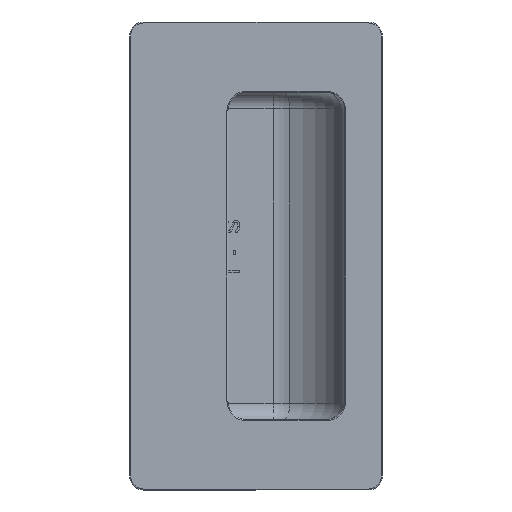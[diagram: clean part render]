
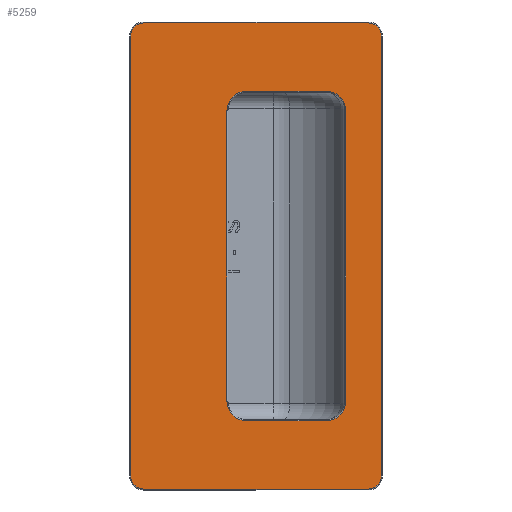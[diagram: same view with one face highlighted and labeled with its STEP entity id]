
A CAD part, top view. The second image highlights one B-rep face of the part: STEP entity #5259.
In plain terms, the highlighted planar face has unit normal (0, 0, 1).
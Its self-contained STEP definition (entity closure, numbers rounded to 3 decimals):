
#20 = VECTOR ( 'NONE', #17077, 1000. ) ;
#387 = CARTESIAN_POINT ( 'NONE',  ( 26.8, 47., 1.8 ) ) ;
#536 = ORIENTED_EDGE ( 'NONE', *, *, #12786, .T. ) ;
#631 = EDGE_CURVE ( 'NONE', #5991, #15901, #32267, .T. ) ;
#637 = DIRECTION ( 'NONE',  ( -1., 0., 0. ) ) ;
#1073 = VERTEX_POINT ( 'NONE', #21806 ) ;
#1388 = ORIENTED_EDGE ( 'NONE', *, *, #14688, .T. ) ;
#1512 = VECTOR ( 'NONE', #21819, 1000. ) ;
#1579 = VERTEX_POINT ( 'NONE', #31216 ) ;
#1784 = EDGE_CURVE ( 'NONE', #33709, #26673, #19498, .T. ) ;
#2806 = AXIS2_PLACEMENT_3D ( 'NONE', #8676, #13601, #24257 ) ;
#3125 = CARTESIAN_POINT ( 'NONE',  ( 24., 49.8, 1.8 ) ) ;
#3194 = DIRECTION ( 'NONE',  ( 0., 0., -1. ) ) ;
#3211 = VERTEX_POINT ( 'NONE', #19777 ) ;
#3385 = VERTEX_POINT ( 'NONE', #28838 ) ;
#4141 = CARTESIAN_POINT ( 'NONE',  ( -24., -49.8, 1.8 ) ) ;
#4177 = ORIENTED_EDGE ( 'NONE', *, *, #16968, .T. ) ;
#4382 = ORIENTED_EDGE ( 'NONE', *, *, #17527, .T. ) ;
#4505 = DIRECTION ( 'NONE',  ( -1., 0., 0. ) ) ;
#4579 = CARTESIAN_POINT ( 'NONE',  ( -6.2, -47., 1.8 ) ) ;
#5259 = ADVANCED_FACE ( 'NONE', ( #27129, #25147 ), #27683, .F. ) ;
#5398 = AXIS2_PLACEMENT_3D ( 'NONE', #26745, #32494, #637 ) ;
#5522 = CARTESIAN_POINT ( 'NONE',  ( -26.8, -47., 1.8 ) ) ;
#5694 = CIRCLE ( 'NONE', #30809, 4.2 ) ;
#5991 = VERTEX_POINT ( 'NONE', #23910 ) ;
#6175 = CARTESIAN_POINT ( 'NONE',  ( -24., -35.2, 1.8 ) ) ;
#6321 = CARTESIAN_POINT ( 'NONE',  ( -24., 35.2, 1.8 ) ) ;
#6989 = CARTESIAN_POINT ( 'NONE',  ( 19.2, -47., 1.8 ) ) ;
#7051 = CARTESIAN_POINT ( 'NONE',  ( 15., 31., 1.8 ) ) ;
#7237 = CARTESIAN_POINT ( 'NONE',  ( 15., -31., 1.8 ) ) ;
#7245 = DIRECTION ( 'NONE',  ( 0., -1., 0. ) ) ;
#7248 = ORIENTED_EDGE ( 'NONE', *, *, #10147, .T. ) ;
#7496 = DIRECTION ( 'NONE',  ( 0., 0., -1. ) ) ;
#7590 = CARTESIAN_POINT ( 'NONE',  ( -26.8, 47., 1.8 ) ) ;
#7888 = VECTOR ( 'NONE', #12180, 1000. ) ;
#8226 = VERTEX_POINT ( 'NONE', #26515 ) ;
#8500 = AXIS2_PLACEMENT_3D ( 'NONE', #22705, #12143, #33265 ) ;
#8599 = LINE ( 'NONE', #17995, #23370 ) ;
#8676 = CARTESIAN_POINT ( 'NONE',  ( 24., -47., 1.8 ) ) ;
#9029 = ORIENTED_EDGE ( 'NONE', *, *, #20111, .T. ) ;
#9242 = CARTESIAN_POINT ( 'NONE',  ( -24., -47., 1.8 ) ) ;
#9393 = VECTOR ( 'NONE', #30705, 1000. ) ;
#9545 = EDGE_CURVE ( 'NONE', #3211, #29067, #21735, .T. ) ;
#9720 = EDGE_CURVE ( 'NONE', #29067, #20571, #8599, .T. ) ;
#10147 = EDGE_CURVE ( 'NONE', #1579, #28552, #32362, .T. ) ;
#10781 = ORIENTED_EDGE ( 'NONE', *, *, #9545, .T. ) ;
#10807 = EDGE_CURVE ( 'NONE', #28552, #3385, #5694, .T. ) ;
#10913 = CARTESIAN_POINT ( 'NONE',  ( 24., 47., 1.8 ) ) ;
#10969 = EDGE_LOOP ( 'NONE', ( #1388, #536, #31875, #20722, #7248, #12984, #4177, #4382 ) ) ;
#11750 = VECTOR ( 'NONE', #19008, 1000. ) ;
#11912 = DIRECTION ( 'NONE',  ( 0., 0., -1. ) ) ;
#12143 = DIRECTION ( 'NONE',  ( 0., 0., -1. ) ) ;
#12180 = DIRECTION ( 'NONE',  ( -1., 0., 0. ) ) ;
#12212 = DIRECTION ( 'NONE',  ( 0., 0., -1. ) ) ;
#12662 = CARTESIAN_POINT ( 'NONE',  ( -6.2, 31., 1.8 ) ) ;
#12786 = EDGE_CURVE ( 'NONE', #8226, #5991, #22728, .T. ) ;
#12984 = ORIENTED_EDGE ( 'NONE', *, *, #10807, .T. ) ;
#13205 = LINE ( 'NONE', #31038, #16034 ) ;
#13601 = DIRECTION ( 'NONE',  ( 0., 0., 1. ) ) ;
#13635 = DIRECTION ( 'NONE',  ( 0., 0., 1. ) ) ;
#14181 = CIRCLE ( 'NONE', #8500, 4.2 ) ;
#14415 = VECTOR ( 'NONE', #17737, 1000. ) ;
#14688 = EDGE_CURVE ( 'NONE', #23092, #8226, #15258, .T. ) ;
#14784 = CARTESIAN_POINT ( 'NONE',  ( 24., -49.8, 1.8 ) ) ;
#15124 = CARTESIAN_POINT ( 'NONE',  ( 26.8, -47., 1.8 ) ) ;
#15258 = LINE ( 'NONE', #6989, #14415 ) ;
#15901 = VERTEX_POINT ( 'NONE', #31197 ) ;
#16034 = VECTOR ( 'NONE', #20478, 1000. ) ;
#16327 = AXIS2_PLACEMENT_3D ( 'NONE', #7237, #11912, #4505 ) ;
#16375 = LINE ( 'NONE', #6321, #20 ) ;
#16968 = EDGE_CURVE ( 'NONE', #3385, #1073, #16375, .T. ) ;
#17077 = DIRECTION ( 'NONE',  ( 1., 0., 0. ) ) ;
#17527 = EDGE_CURVE ( 'NONE', #1073, #23092, #32786, .T. ) ;
#17566 = CIRCLE ( 'NONE', #31947, 2.8 ) ;
#17690 = DIRECTION ( 'NONE',  ( -1., 0., 0. ) ) ;
#17737 = DIRECTION ( 'NONE',  ( 0., -1., 0. ) ) ;
#17995 = CARTESIAN_POINT ( 'NONE',  ( -26.8, -47., 1.8 ) ) ;
#18600 = VERTEX_POINT ( 'NONE', #387 ) ;
#18779 = CARTESIAN_POINT ( 'NONE',  ( -2., 31., 1.8 ) ) ;
#19008 = DIRECTION ( 'NONE',  ( -1., 0., 0. ) ) ;
#19498 = CIRCLE ( 'NONE', #2806, 2.8 ) ;
#19777 = CARTESIAN_POINT ( 'NONE',  ( -24., 49.8, 1.8 ) ) ;
#19787 = LINE ( 'NONE', #25363, #7888 ) ;
#19866 = EDGE_LOOP ( 'NONE', ( #10781, #25269, #25033, #27090, #33396, #21906, #9029, #28404 ) ) ;
#20111 = EDGE_CURVE ( 'NONE', #18600, #20185, #17566, .T. ) ;
#20185 = VERTEX_POINT ( 'NONE', #3125 ) ;
#20478 = DIRECTION ( 'NONE',  ( 1., 0., 0. ) ) ;
#20571 = VERTEX_POINT ( 'NONE', #5522 ) ;
#20722 = ORIENTED_EDGE ( 'NONE', *, *, #22986, .T. ) ;
#21735 = CIRCLE ( 'NONE', #30360, 2.8 ) ;
#21806 = CARTESIAN_POINT ( 'NONE',  ( 15., 35.2, 1.8 ) ) ;
#21819 = DIRECTION ( 'NONE',  ( 0., 1., 0. ) ) ;
#21906 = ORIENTED_EDGE ( 'NONE', *, *, #33841, .T. ) ;
#22476 = CARTESIAN_POINT ( 'NONE',  ( 19.2, 31., 1.8 ) ) ;
#22705 = CARTESIAN_POINT ( 'NONE',  ( -2., -31., 1.8 ) ) ;
#22728 = CIRCLE ( 'NONE', #16327, 4.2 ) ;
#22775 = DIRECTION ( 'NONE',  ( -1., 0., 0. ) ) ;
#22986 = EDGE_CURVE ( 'NONE', #15901, #1579, #14181, .T. ) ;
#23064 = VERTEX_POINT ( 'NONE', #4141 ) ;
#23092 = VERTEX_POINT ( 'NONE', #22476 ) ;
#23370 = VECTOR ( 'NONE', #7245, 1000. ) ;
#23399 = CIRCLE ( 'NONE', #5398, 2.8 ) ;
#23910 = CARTESIAN_POINT ( 'NONE',  ( 15., -35.2, 1.8 ) ) ;
#23912 = AXIS2_PLACEMENT_3D ( 'NONE', #9242, #12212, #22775 ) ;
#24078 = DIRECTION ( 'NONE',  ( -1., 0., 0. ) ) ;
#24152 = DIRECTION ( 'NONE',  ( -1., 0., 0. ) ) ;
#24257 = DIRECTION ( 'NONE',  ( -1., 0., 0. ) ) ;
#25033 = ORIENTED_EDGE ( 'NONE', *, *, #29528, .T. ) ;
#25147 = FACE_BOUND ( 'NONE', #10969, .T. ) ;
#25158 = EDGE_CURVE ( 'NONE', #23064, #33709, #13205, .T. ) ;
#25269 = ORIENTED_EDGE ( 'NONE', *, *, #9720, .T. ) ;
#25363 = CARTESIAN_POINT ( 'NONE',  ( -24., 49.8, 1.8 ) ) ;
#26515 = CARTESIAN_POINT ( 'NONE',  ( 19.2, -31., 1.8 ) ) ;
#26673 = VERTEX_POINT ( 'NONE', #15124 ) ;
#26690 = DIRECTION ( 'NONE',  ( -1., 0., 0. ) ) ;
#26730 = CARTESIAN_POINT ( 'NONE',  ( 26.8, -47., 1.8 ) ) ;
#26745 = CARTESIAN_POINT ( 'NONE',  ( -24., -47., 1.8 ) ) ;
#27090 = ORIENTED_EDGE ( 'NONE', *, *, #25158, .T. ) ;
#27129 = FACE_OUTER_BOUND ( 'NONE', #19866, .T. ) ;
#27315 = EDGE_CURVE ( 'NONE', #20185, #3211, #19787, .T. ) ;
#27683 = PLANE ( 'NONE',  #23912 ) ;
#27745 = LINE ( 'NONE', #26730, #1512 ) ;
#28404 = ORIENTED_EDGE ( 'NONE', *, *, #27315, .T. ) ;
#28552 = VERTEX_POINT ( 'NONE', #12662 ) ;
#28838 = CARTESIAN_POINT ( 'NONE',  ( -2., 35.2, 1.8 ) ) ;
#29067 = VERTEX_POINT ( 'NONE', #7590 ) ;
#29242 = CARTESIAN_POINT ( 'NONE',  ( -24., 47., 1.8 ) ) ;
#29528 = EDGE_CURVE ( 'NONE', #20571, #23064, #23399, .T. ) ;
#30360 = AXIS2_PLACEMENT_3D ( 'NONE', #29242, #13635, #26690 ) ;
#30705 = DIRECTION ( 'NONE',  ( 0., 1., 0. ) ) ;
#30809 = AXIS2_PLACEMENT_3D ( 'NONE', #18779, #3194, #24152 ) ;
#31038 = CARTESIAN_POINT ( 'NONE',  ( -24., -49.8, 1.8 ) ) ;
#31197 = CARTESIAN_POINT ( 'NONE',  ( -2., -35.2, 1.8 ) ) ;
#31216 = CARTESIAN_POINT ( 'NONE',  ( -6.2, -31., 1.8 ) ) ;
#31875 = ORIENTED_EDGE ( 'NONE', *, *, #631, .T. ) ;
#31947 = AXIS2_PLACEMENT_3D ( 'NONE', #10913, #32123, #24078 ) ;
#32123 = DIRECTION ( 'NONE',  ( 0., 0., 1. ) ) ;
#32267 = LINE ( 'NONE', #6175, #11750 ) ;
#32362 = LINE ( 'NONE', #4579, #9393 ) ;
#32494 = DIRECTION ( 'NONE',  ( 0., 0., 1. ) ) ;
#32512 = AXIS2_PLACEMENT_3D ( 'NONE', #7051, #7496, #17690 ) ;
#32786 = CIRCLE ( 'NONE', #32512, 4.2 ) ;
#33265 = DIRECTION ( 'NONE',  ( -1., 0., 0. ) ) ;
#33396 = ORIENTED_EDGE ( 'NONE', *, *, #1784, .T. ) ;
#33709 = VERTEX_POINT ( 'NONE', #14784 ) ;
#33841 = EDGE_CURVE ( 'NONE', #26673, #18600, #27745, .T. ) ;
